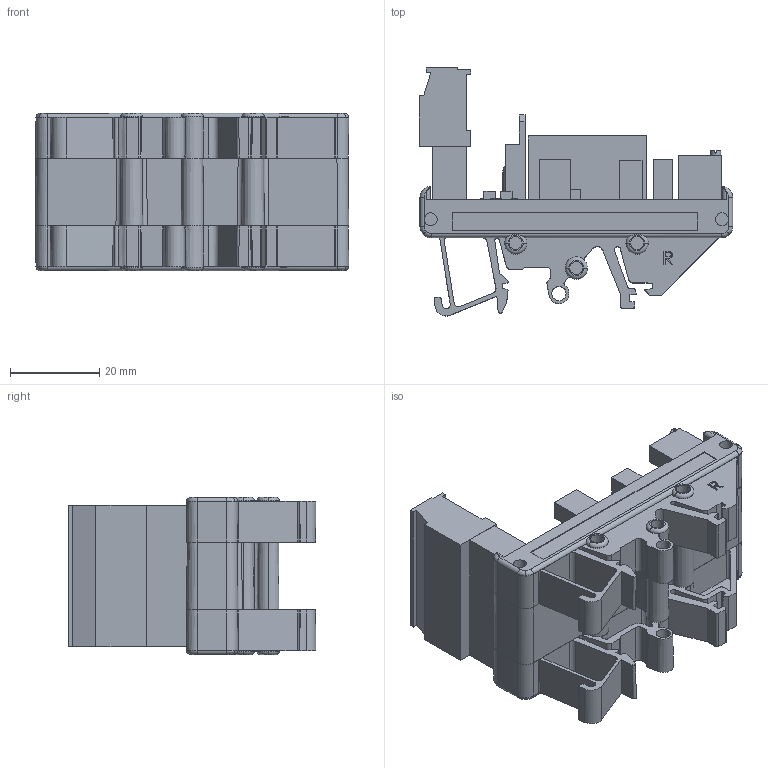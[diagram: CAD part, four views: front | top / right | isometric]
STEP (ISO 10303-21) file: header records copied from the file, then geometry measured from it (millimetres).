
FILE_DESCRIPTION (( 'STEP AP203' ), '1' );
FILE_NAME ('PCB-2600.STEP', '2016-08-08T02:27:46', ( '' ), ( '' ), 'SwSTEP 2.0', 'SolidWorks 2012', '' );
FILE_SCHEMA (( 'CONFIG_CONTROL_DESIGN' ));
Length unit declared in the file: millimetre
Products named in the file (1): PCB-2600
Bounding box: 70.16 x 55.5 x 35.2 mm (x, y, z)
Volume: 31459.7 mm3; surface area: 28214.5 mm2
Topology: 5 solids, 5 shells, 906 faces, 2389 edges, 1548 vertices
Faces by surface type: plane 461, cylinder 236, cone 121, bspline 51, torus 36, sphere 1
Entity records: 29120 total; most frequent: CARTESIAN_POINT 7825, ORIENTED_EDGE 4724, DIRECTION 4052, EDGE_CURVE 2362, VERTEX_POINT 1546, LINE 1384, VECTOR 1384, AXIS2_PLACEMENT_3D 1334
